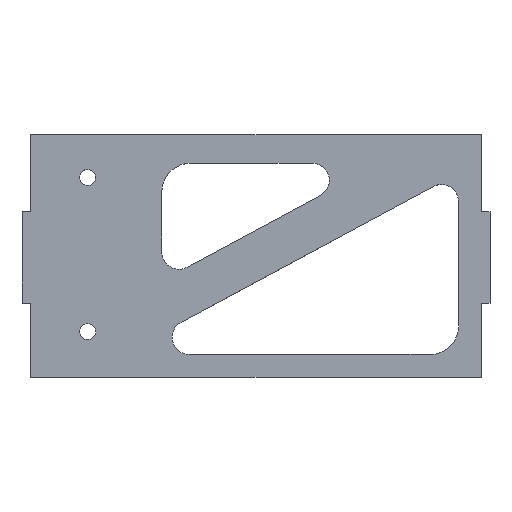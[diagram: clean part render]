
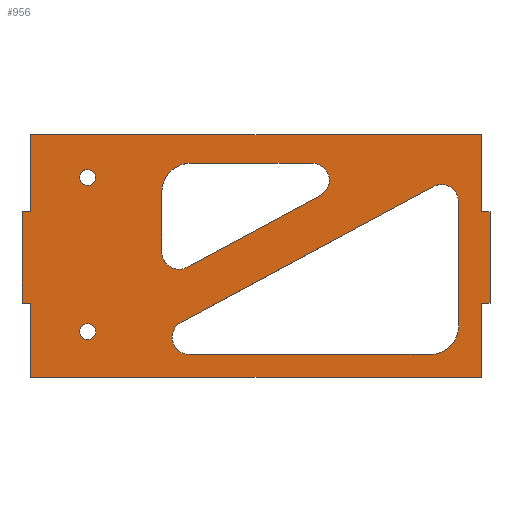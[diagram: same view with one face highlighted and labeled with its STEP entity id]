
A CAD part, top view. The second image highlights one B-rep face of the part: STEP entity #956.
In plain terms, the highlighted planar face has unit normal (0, 0, 1).
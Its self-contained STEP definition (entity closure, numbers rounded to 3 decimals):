
#36=CARTESIAN_POINT('Line Origine',(39.5,0.,3.)) ;
#40=CARTESIAN_POINT('Vertex',(0.,0.,3.)) ;
#42=CARTESIAN_POINT('Vertex',(79.,0.,3.)) ;
#76=CARTESIAN_POINT('Line Origine',(79.,-6.75,3.)) ;
#80=CARTESIAN_POINT('Vertex',(79.,-13.5,3.)) ;
#107=CARTESIAN_POINT('Line Origine',(79.75,-13.5,3.)) ;
#111=CARTESIAN_POINT('Vertex',(80.5,-13.5,3.)) ;
#138=CARTESIAN_POINT('Line Origine',(80.5,-21.5,3.)) ;
#142=CARTESIAN_POINT('Vertex',(80.5,-29.5,3.)) ;
#169=CARTESIAN_POINT('Line Origine',(79.75,-29.5,3.)) ;
#173=CARTESIAN_POINT('Vertex',(79.,-29.5,3.)) ;
#195=CARTESIAN_POINT('Line Origine',(79.,-36.,3.)) ;
#199=CARTESIAN_POINT('Vertex',(79.,-42.5,3.)) ;
#226=CARTESIAN_POINT('Line Origine',(39.5,-42.5,3.)) ;
#230=CARTESIAN_POINT('Vertex',(0.,-42.5,3.)) ;
#257=CARTESIAN_POINT('Line Origine',(0.,-36.,3.)) ;
#261=CARTESIAN_POINT('Vertex',(0.,-29.5,3.)) ;
#283=CARTESIAN_POINT('Line Origine',(-0.75,-29.5,3.)) ;
#287=CARTESIAN_POINT('Vertex',(-1.5,-29.5,3.)) ;
#314=CARTESIAN_POINT('Line Origine',(-1.5,-21.5,3.)) ;
#318=CARTESIAN_POINT('Vertex',(-1.5,-13.5,3.)) ;
#340=CARTESIAN_POINT('Line Origine',(-0.75,-13.5,3.)) ;
#344=CARTESIAN_POINT('Vertex',(0.,-13.5,3.)) ;
#366=CARTESIAN_POINT('Line Origine',(0.,-6.75,3.)) ;
#394=CARTESIAN_POINT('Vertex',(8.6,-34.488,3.)) ;
#408=CARTESIAN_POINT('Vertex',(11.4,-34.512,3.)) ;
#411=CARTESIAN_POINT('Axis2P3D Location',(10.,-34.5,3.)) ;
#428=CARTESIAN_POINT('Axis2P3D Location',(10.,-34.5,3.)) ;
#451=CARTESIAN_POINT('Vertex',(8.6,-7.488,3.)) ;
#465=CARTESIAN_POINT('Vertex',(11.4,-7.512,3.)) ;
#468=CARTESIAN_POINT('Axis2P3D Location',(10.,-7.5,3.)) ;
#485=CARTESIAN_POINT('Axis2P3D Location',(10.,-7.5,3.)) ;
#508=CARTESIAN_POINT('Vertex',(70.,-38.5,3.)) ;
#522=CARTESIAN_POINT('Vertex',(27.787,-38.5,3.)) ;
#525=CARTESIAN_POINT('Line Origine',(48.893,-38.5,3.)) ;
#548=CARTESIAN_POINT('Vertex',(75.,-33.5,3.)) ;
#556=CARTESIAN_POINT('Axis2P3D Location',(70.,-33.5,3.)) ;
#579=CARTESIAN_POINT('Vertex',(75.,-11.714,3.)) ;
#587=CARTESIAN_POINT('Line Origine',(75.,-22.607,3.)) ;
#610=CARTESIAN_POINT('Vertex',(70.579,-9.073,3.)) ;
#618=CARTESIAN_POINT('Axis2P3D Location',(72.,-11.714,3.)) ;
#641=CARTESIAN_POINT('Vertex',(26.366,-32.858,3.)) ;
#649=CARTESIAN_POINT('Line Origine',(48.472,-20.965,3.)) ;
#671=CARTESIAN_POINT('Axis2P3D Location',(27.787,-35.5,3.)) ;
#694=CARTESIAN_POINT('Vertex',(27.421,-23.206,3.)) ;
#708=CARTESIAN_POINT('Vertex',(23.,-20.564,3.)) ;
#711=CARTESIAN_POINT('Axis2P3D Location',(26.,-20.564,3.)) ;
#734=CARTESIAN_POINT('Vertex',(50.776,-10.642,3.)) ;
#742=CARTESIAN_POINT('Line Origine',(39.098,-16.924,3.)) ;
#765=CARTESIAN_POINT('Vertex',(49.354,-5.,3.)) ;
#773=CARTESIAN_POINT('Axis2P3D Location',(49.354,-8.,3.)) ;
#796=CARTESIAN_POINT('Vertex',(28.,-5.,3.)) ;
#804=CARTESIAN_POINT('Line Origine',(38.677,-5.,3.)) ;
#827=CARTESIAN_POINT('Vertex',(23.,-10.,3.)) ;
#835=CARTESIAN_POINT('Axis2P3D Location',(28.,-10.,3.)) ;
#857=CARTESIAN_POINT('Line Origine',(23.,-15.282,3.)) ;
#913=CARTESIAN_POINT('Axis2P3D Location',(0.,0.,3.)) ;
#38=VECTOR('Line Direction',#37,1.) ;
#78=VECTOR('Line Direction',#77,1.) ;
#109=VECTOR('Line Direction',#108,1.) ;
#140=VECTOR('Line Direction',#139,1.) ;
#171=VECTOR('Line Direction',#170,1.) ;
#197=VECTOR('Line Direction',#196,1.) ;
#228=VECTOR('Line Direction',#227,1.) ;
#259=VECTOR('Line Direction',#258,1.) ;
#285=VECTOR('Line Direction',#284,1.) ;
#316=VECTOR('Line Direction',#315,1.) ;
#342=VECTOR('Line Direction',#341,1.) ;
#368=VECTOR('Line Direction',#367,1.) ;
#527=VECTOR('Line Direction',#526,1.) ;
#589=VECTOR('Line Direction',#588,1.) ;
#651=VECTOR('Line Direction',#650,1.) ;
#744=VECTOR('Line Direction',#743,1.) ;
#806=VECTOR('Line Direction',#805,1.) ;
#859=VECTOR('Line Direction',#858,1.) ;
#37=DIRECTION('Vector Direction',(1.,0.,0.)) ;
#77=DIRECTION('Vector Direction',(0.,-1.,0.)) ;
#108=DIRECTION('Vector Direction',(-1.,0.,0.)) ;
#139=DIRECTION('Vector Direction',(0.,1.,0.)) ;
#170=DIRECTION('Vector Direction',(1.,0.,0.)) ;
#196=DIRECTION('Vector Direction',(0.,-1.,0.)) ;
#227=DIRECTION('Vector Direction',(-1.,0.,0.)) ;
#258=DIRECTION('Vector Direction',(0.,1.,0.)) ;
#284=DIRECTION('Vector Direction',(-1.,0.,0.)) ;
#315=DIRECTION('Vector Direction',(0.,1.,0.)) ;
#341=DIRECTION('Vector Direction',(1.,0.,0.)) ;
#367=DIRECTION('Vector Direction',(0.,1.,0.)) ;
#412=DIRECTION('Axis2P3D Direction',(0.,0.,-1.)) ;
#429=DIRECTION('Axis2P3D Direction',(0.,0.,-1.)) ;
#469=DIRECTION('Axis2P3D Direction',(0.,0.,-1.)) ;
#486=DIRECTION('Axis2P3D Direction',(0.,0.,-1.)) ;
#526=DIRECTION('Vector Direction',(1.,0.,0.)) ;
#557=DIRECTION('Axis2P3D Direction',(0.,0.,-1.)) ;
#588=DIRECTION('Vector Direction',(0.,1.,0.)) ;
#619=DIRECTION('Axis2P3D Direction',(0.,0.,-1.)) ;
#650=DIRECTION('Vector Direction',(-0.881,-0.474,0.)) ;
#672=DIRECTION('Axis2P3D Direction',(0.,0.,-1.)) ;
#712=DIRECTION('Axis2P3D Direction',(0.,0.,-1.)) ;
#743=DIRECTION('Vector Direction',(-0.881,-0.474,0.)) ;
#774=DIRECTION('Axis2P3D Direction',(0.,0.,-1.)) ;
#805=DIRECTION('Vector Direction',(1.,0.,0.)) ;
#836=DIRECTION('Axis2P3D Direction',(0.,0.,-1.)) ;
#858=DIRECTION('Vector Direction',(0.,1.,0.)) ;
#914=DIRECTION('Axis2P3D Direction',(0.,0.,-1.)) ;
#915=DIRECTION('Axis2P3D XDirection',(1.,0.,0.)) ;
#413=AXIS2_PLACEMENT_3D('Circle Axis2P3D',#411,#412,$) ;
#430=AXIS2_PLACEMENT_3D('Circle Axis2P3D',#428,#429,$) ;
#470=AXIS2_PLACEMENT_3D('Circle Axis2P3D',#468,#469,$) ;
#487=AXIS2_PLACEMENT_3D('Circle Axis2P3D',#485,#486,$) ;
#558=AXIS2_PLACEMENT_3D('Circle Axis2P3D',#556,#557,$) ;
#620=AXIS2_PLACEMENT_3D('Circle Axis2P3D',#618,#619,$) ;
#673=AXIS2_PLACEMENT_3D('Circle Axis2P3D',#671,#672,$) ;
#713=AXIS2_PLACEMENT_3D('Circle Axis2P3D',#711,#712,$) ;
#775=AXIS2_PLACEMENT_3D('Circle Axis2P3D',#773,#774,$) ;
#837=AXIS2_PLACEMENT_3D('Circle Axis2P3D',#835,#836,$) ;
#916=AXIS2_PLACEMENT_3D('Plane Axis2P3D',#913,#914,#915) ;
#39=LINE('Line',#36,#38) ;
#79=LINE('Line',#76,#78) ;
#110=LINE('Line',#107,#109) ;
#141=LINE('Line',#138,#140) ;
#172=LINE('Line',#169,#171) ;
#198=LINE('Line',#195,#197) ;
#229=LINE('Line',#226,#228) ;
#260=LINE('Line',#257,#259) ;
#286=LINE('Line',#283,#285) ;
#317=LINE('Line',#314,#316) ;
#343=LINE('Line',#340,#342) ;
#369=LINE('Line',#366,#368) ;
#528=LINE('Line',#525,#527) ;
#590=LINE('Line',#587,#589) ;
#652=LINE('Line',#649,#651) ;
#745=LINE('Line',#742,#744) ;
#807=LINE('Line',#804,#806) ;
#860=LINE('Line',#857,#859) ;
#414=CIRCLE('generated circle',#413,1.4) ;
#431=CIRCLE('generated circle',#430,1.4) ;
#471=CIRCLE('generated circle',#470,1.4) ;
#488=CIRCLE('generated circle',#487,1.4) ;
#559=CIRCLE('generated circle',#558,5.) ;
#621=CIRCLE('generated circle',#620,3.) ;
#674=CIRCLE('generated circle',#673,3.) ;
#714=CIRCLE('generated circle',#713,3.) ;
#776=CIRCLE('generated circle',#775,3.) ;
#838=CIRCLE('generated circle',#837,5.) ;
#917=PLANE('',#916) ;
#935=FACE_BOUND('',#932,.T.) ;
#939=FACE_BOUND('',#936,.T.) ;
#947=FACE_BOUND('',#940,.T.) ;
#955=FACE_BOUND('',#948,.T.) ;
#44=EDGE_CURVE('',#41,#43,#39,.T.) ;
#82=EDGE_CURVE('',#43,#81,#79,.T.) ;
#113=EDGE_CURVE('',#81,#112,#110,.F.) ;
#144=EDGE_CURVE('',#112,#143,#141,.F.) ;
#175=EDGE_CURVE('',#143,#174,#172,.F.) ;
#201=EDGE_CURVE('',#174,#200,#198,.T.) ;
#232=EDGE_CURVE('',#200,#231,#229,.T.) ;
#263=EDGE_CURVE('',#231,#262,#260,.T.) ;
#289=EDGE_CURVE('',#262,#288,#286,.T.) ;
#320=EDGE_CURVE('',#288,#319,#317,.T.) ;
#346=EDGE_CURVE('',#319,#345,#343,.T.) ;
#370=EDGE_CURVE('',#345,#41,#369,.T.) ;
#415=EDGE_CURVE('',#395,#409,#414,.T.) ;
#432=EDGE_CURVE('',#409,#395,#431,.T.) ;
#472=EDGE_CURVE('',#452,#466,#471,.T.) ;
#489=EDGE_CURVE('',#466,#452,#488,.T.) ;
#529=EDGE_CURVE('',#509,#523,#528,.F.) ;
#560=EDGE_CURVE('',#549,#509,#559,.T.) ;
#591=EDGE_CURVE('',#580,#549,#590,.F.) ;
#622=EDGE_CURVE('',#611,#580,#621,.T.) ;
#653=EDGE_CURVE('',#642,#611,#652,.F.) ;
#675=EDGE_CURVE('',#523,#642,#674,.T.) ;
#715=EDGE_CURVE('',#695,#709,#714,.T.) ;
#746=EDGE_CURVE('',#735,#695,#745,.T.) ;
#777=EDGE_CURVE('',#766,#735,#776,.T.) ;
#808=EDGE_CURVE('',#797,#766,#807,.T.) ;
#839=EDGE_CURVE('',#828,#797,#838,.T.) ;
#861=EDGE_CURVE('',#709,#828,#860,.T.) ;
#919=ORIENTED_EDGE('',*,*,#370,.F.) ;
#920=ORIENTED_EDGE('',*,*,#346,.F.) ;
#921=ORIENTED_EDGE('',*,*,#320,.F.) ;
#922=ORIENTED_EDGE('',*,*,#289,.F.) ;
#923=ORIENTED_EDGE('',*,*,#263,.F.) ;
#924=ORIENTED_EDGE('',*,*,#232,.F.) ;
#925=ORIENTED_EDGE('',*,*,#201,.F.) ;
#926=ORIENTED_EDGE('',*,*,#175,.F.) ;
#927=ORIENTED_EDGE('',*,*,#144,.F.) ;
#928=ORIENTED_EDGE('',*,*,#113,.F.) ;
#929=ORIENTED_EDGE('',*,*,#82,.F.) ;
#930=ORIENTED_EDGE('',*,*,#44,.F.) ;
#933=ORIENTED_EDGE('',*,*,#432,.T.) ;
#934=ORIENTED_EDGE('',*,*,#415,.T.) ;
#937=ORIENTED_EDGE('',*,*,#489,.T.) ;
#938=ORIENTED_EDGE('',*,*,#472,.T.) ;
#941=ORIENTED_EDGE('',*,*,#675,.T.) ;
#942=ORIENTED_EDGE('',*,*,#653,.T.) ;
#943=ORIENTED_EDGE('',*,*,#622,.T.) ;
#944=ORIENTED_EDGE('',*,*,#591,.T.) ;
#945=ORIENTED_EDGE('',*,*,#560,.T.) ;
#946=ORIENTED_EDGE('',*,*,#529,.T.) ;
#949=ORIENTED_EDGE('',*,*,#861,.T.) ;
#950=ORIENTED_EDGE('',*,*,#839,.T.) ;
#951=ORIENTED_EDGE('',*,*,#808,.T.) ;
#952=ORIENTED_EDGE('',*,*,#777,.T.) ;
#953=ORIENTED_EDGE('',*,*,#746,.T.) ;
#954=ORIENTED_EDGE('',*,*,#715,.T.) ;
#918=EDGE_LOOP('',(#919,#920,#921,#922,#923,#924,#925,#926,#927,#928,#929,#930)) ;
#932=EDGE_LOOP('',(#933,#934)) ;
#936=EDGE_LOOP('',(#937,#938)) ;
#940=EDGE_LOOP('',(#941,#942,#943,#944,#945,#946)) ;
#948=EDGE_LOOP('',(#949,#950,#951,#952,#953,#954)) ;
#41=VERTEX_POINT('',#40) ;
#43=VERTEX_POINT('',#42) ;
#81=VERTEX_POINT('',#80) ;
#112=VERTEX_POINT('',#111) ;
#143=VERTEX_POINT('',#142) ;
#174=VERTEX_POINT('',#173) ;
#200=VERTEX_POINT('',#199) ;
#231=VERTEX_POINT('',#230) ;
#262=VERTEX_POINT('',#261) ;
#288=VERTEX_POINT('',#287) ;
#319=VERTEX_POINT('',#318) ;
#345=VERTEX_POINT('',#344) ;
#395=VERTEX_POINT('',#394) ;
#409=VERTEX_POINT('',#408) ;
#452=VERTEX_POINT('',#451) ;
#466=VERTEX_POINT('',#465) ;
#509=VERTEX_POINT('',#508) ;
#523=VERTEX_POINT('',#522) ;
#549=VERTEX_POINT('',#548) ;
#580=VERTEX_POINT('',#579) ;
#611=VERTEX_POINT('',#610) ;
#642=VERTEX_POINT('',#641) ;
#695=VERTEX_POINT('',#694) ;
#709=VERTEX_POINT('',#708) ;
#735=VERTEX_POINT('',#734) ;
#766=VERTEX_POINT('',#765) ;
#797=VERTEX_POINT('',#796) ;
#828=VERTEX_POINT('',#827) ;
#956=ADVANCED_FACE('PartBody',(#931,#935,#939,#947,#955),#917,.F.) ;
#931=FACE_OUTER_BOUND('',#918,.T.) ;
